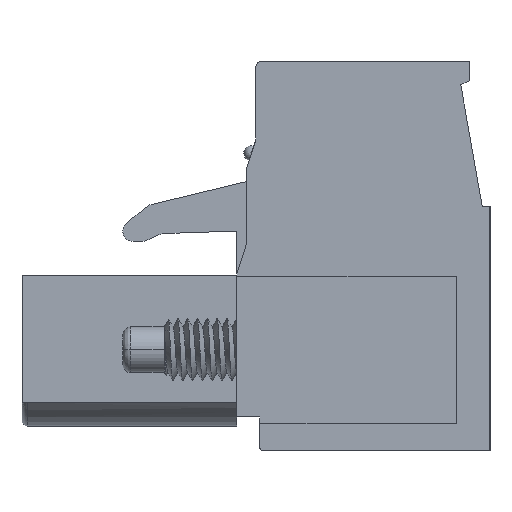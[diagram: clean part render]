
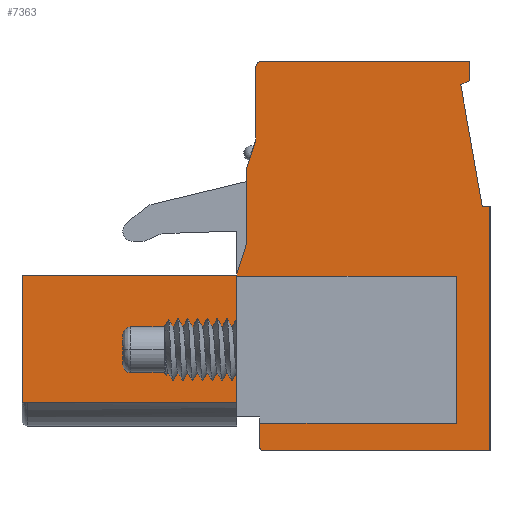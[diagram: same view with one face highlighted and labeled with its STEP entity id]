
A CAD part, left-side view. The second image highlights one B-rep face of the part: STEP entity #7363.
In plain terms, the highlighted planar face has unit normal (-1, 0, 0).
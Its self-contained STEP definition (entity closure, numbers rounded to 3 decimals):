
#6366=CARTESIAN_POINT('',(0.,8.9,-3.8));
#6367=VERTEX_POINT('',#6366);
#6374=CARTESIAN_POINT('',(0.,8.9,-2.85));
#6375=VERTEX_POINT('',#6374);
#6376=CARTESIAN_POINT('',(0.,8.9,-3.8));
#6377=DIRECTION('',(0.,0.,1.));
#6378=VECTOR('',#6377,0.95);
#6379=LINE('',#6376,#6378);
#6380=EDGE_CURVE('',#6367,#6375,#6379,.T.);
#6416=CARTESIAN_POINT('',(0.,9.05,8.15));
#6417=VERTEX_POINT('',#6416);
#6424=CARTESIAN_POINT('',(0.,9.05,10.95));
#6425=VERTEX_POINT('',#6424);
#6426=CARTESIAN_POINT('',(0.,9.05,10.95));
#6427=DIRECTION('',(0.,0.,-1.));
#6428=VECTOR('',#6427,2.8);
#6429=LINE('',#6426,#6428);
#6430=EDGE_CURVE('',#6425,#6417,#6429,.T.);
#6473=CARTESIAN_POINT('',(0.,8.85,11.15));
#6474=VERTEX_POINT('',#6473);
#6475=CARTESIAN_POINT('',(0.,8.85,10.95));
#6476=DIRECTION('',(0.,0.,1.));
#6477=DIRECTION('',(-1.,0.,-0.));
#6478=AXIS2_PLACEMENT_3D('',#6475,#6477,#6476);
#6479=CIRCLE('',#6478,0.2);
#6480=EDGE_CURVE('',#6474,#6425,#6479,.T.);
#6498=CARTESIAN_POINT('',(0.,0.8,11.15));
#6499=VERTEX_POINT('',#6498);
#6500=CARTESIAN_POINT('',(0.,0.8,11.15));
#6501=DIRECTION('',(0.,1.,0.));
#6502=VECTOR('',#6501,8.05);
#6503=LINE('',#6500,#6502);
#6504=EDGE_CURVE('',#6499,#6474,#6503,.T.);
#6590=CARTESIAN_POINT('',(0.,0.,-3.9));
#6591=VERTEX_POINT('',#6590);
#6598=CARTESIAN_POINT('',(0.,8.8,-3.9));
#6599=VERTEX_POINT('',#6598);
#6600=CARTESIAN_POINT('',(0.,8.8,-3.9));
#6601=DIRECTION('',(0.,-1.,0.));
#6602=VECTOR('',#6601,8.8);
#6603=LINE('',#6600,#6602);
#6604=EDGE_CURVE('',#6599,#6591,#6603,.T.);
#6666=CARTESIAN_POINT('',(0.,0.,5.55));
#6667=VERTEX_POINT('',#6666);
#6674=CARTESIAN_POINT('',(0.,0.,-3.9));
#6675=DIRECTION('',(0.,0.,1.));
#6676=VECTOR('',#6675,9.45);
#6677=LINE('',#6674,#6676);
#6678=EDGE_CURVE('',#6591,#6667,#6677,.T.);
#6735=CARTESIAN_POINT('',(0.,0.3,5.55));
#6736=VERTEX_POINT('',#6735);
#6743=CARTESIAN_POINT('',(0.,0.,5.55));
#6744=DIRECTION('',(0.,1.,0.));
#6745=VECTOR('',#6744,0.3);
#6746=LINE('',#6743,#6745);
#6747=EDGE_CURVE('',#6667,#6736,#6746,.T.);
#6759=CARTESIAN_POINT('',(0.,1.13,10.24));
#6760=VERTEX_POINT('',#6759);
#6767=CARTESIAN_POINT('',(0.,0.3,5.55));
#6768=DIRECTION('',(0.,0.174,0.985));
#6769=VECTOR('',#6768,4.763);
#6770=LINE('',#6767,#6769);
#6771=EDGE_CURVE('',#6736,#6760,#6770,.T.);
#6783=CARTESIAN_POINT('',(0.,0.8,10.4));
#6784=VERTEX_POINT('',#6783);
#6791=CARTESIAN_POINT('',(0.,1.13,10.24));
#6792=DIRECTION('',(0.,-0.9,0.436));
#6793=VECTOR('',#6792,0.367);
#6794=LINE('',#6791,#6793);
#6795=EDGE_CURVE('',#6760,#6784,#6794,.T.);
#6808=CARTESIAN_POINT('',(0.,0.8,10.4));
#6809=DIRECTION('',(0.,0.,1.));
#6810=VECTOR('',#6809,0.75);
#6811=LINE('',#6808,#6810);
#6812=EDGE_CURVE('',#6784,#6499,#6811,.T.);
#6825=CARTESIAN_POINT('',(0.,8.8,-3.8));
#6826=DIRECTION('',(0.,1.,0.));
#6827=DIRECTION('',(-1.,-0.,0.));
#6828=AXIS2_PLACEMENT_3D('',#6825,#6827,#6826);
#6829=CIRCLE('',#6828,0.1);
#6830=EDGE_CURVE('',#6367,#6599,#6829,.T.);
#6842=CARTESIAN_POINT('',(0.,9.4,7.05));
#6843=VERTEX_POINT('',#6842);
#6850=CARTESIAN_POINT('',(0.,9.05,8.15));
#6851=DIRECTION('',(0.,0.303,-0.953));
#6852=VECTOR('',#6851,1.154);
#6853=LINE('',#6850,#6852);
#6854=EDGE_CURVE('',#6417,#6843,#6853,.T.);
#6963=CARTESIAN_POINT('',(0.,18.1,-2.03));
#6964=VERTEX_POINT('',#6963);
#6971=CARTESIAN_POINT('',(0.,18.1,2.89));
#6972=VERTEX_POINT('',#6971);
#6973=CARTESIAN_POINT('',(0.,18.1,-2.03));
#6974=DIRECTION('',(0.,0.,1.));
#6975=VECTOR('',#6974,4.92);
#6976=LINE('',#6973,#6975);
#6977=EDGE_CURVE('',#6964,#6972,#6976,.T.);
#7136=CARTESIAN_POINT('',(0.,9.4,4.15));
#7137=VERTEX_POINT('',#7136);
#7144=CARTESIAN_POINT('',(0.,9.4,4.15));
#7145=DIRECTION('',(0.,0.,1.));
#7146=VECTOR('',#7145,2.9);
#7147=LINE('',#7144,#7146);
#7148=EDGE_CURVE('',#7137,#6843,#7147,.T.);
#7280=CARTESIAN_POINT('',(0.,9.8,-2.03));
#7281=VERTEX_POINT('',#7280);
#7288=CARTESIAN_POINT('',(0.,9.8,-2.03));
#7289=DIRECTION('',(0.,1.,0.));
#7290=VECTOR('',#7289,8.3);
#7291=LINE('',#7288,#7290);
#7292=EDGE_CURVE('',#7281,#6964,#7291,.T.);
#7297=CARTESIAN_POINT('',(0.,21.449,-18.05));
#7298=DIRECTION('',(0.,-1.,0.));
#7299=DIRECTION('',(-1.,0.,0.));
#7300=AXIS2_PLACEMENT_3D('',#7297,#7299,#7298);
#7301=PLANE('',#7300);
#7302=CARTESIAN_POINT('',(0.,9.8,2.85));
#7303=VERTEX_POINT('',#7302);
#7304=CARTESIAN_POINT('',(0.,1.3,2.85));
#7305=VERTEX_POINT('',#7304);
#7306=CARTESIAN_POINT('',(0.,9.8,2.85));
#7307=DIRECTION('',(0.,-1.,0.));
#7308=VECTOR('',#7307,8.5);
#7309=LINE('',#7306,#7308);
#7310=EDGE_CURVE('',#7303,#7305,#7309,.T.);
#7311=ORIENTED_EDGE('',*,*,#7310,.T.);
#7312=CARTESIAN_POINT('',(0.,1.3,-2.85));
#7313=VERTEX_POINT('',#7312);
#7314=CARTESIAN_POINT('',(0.,1.3,2.85));
#7315=DIRECTION('',(0.,0.,-1.));
#7316=VECTOR('',#7315,5.7);
#7317=LINE('',#7314,#7316);
#7318=EDGE_CURVE('',#7305,#7313,#7317,.T.);
#7319=ORIENTED_EDGE('',*,*,#7318,.T.);
#7320=CARTESIAN_POINT('',(0.,1.3,-2.85));
#7321=DIRECTION('',(0.,1.,0.));
#7322=VECTOR('',#7321,7.6);
#7323=LINE('',#7320,#7322);
#7324=EDGE_CURVE('',#7313,#6375,#7323,.T.);
#7325=ORIENTED_EDGE('',*,*,#7324,.T.);
#7326=ORIENTED_EDGE('',*,*,#6380,.F.);
#7327=ORIENTED_EDGE('',*,*,#6830,.T.);
#7328=ORIENTED_EDGE('',*,*,#6604,.T.);
#7329=ORIENTED_EDGE('',*,*,#6678,.T.);
#7330=ORIENTED_EDGE('',*,*,#6747,.T.);
#7331=ORIENTED_EDGE('',*,*,#6771,.T.);
#7332=ORIENTED_EDGE('',*,*,#6795,.T.);
#7333=ORIENTED_EDGE('',*,*,#6812,.T.);
#7334=ORIENTED_EDGE('',*,*,#6504,.T.);
#7335=ORIENTED_EDGE('',*,*,#6480,.T.);
#7336=ORIENTED_EDGE('',*,*,#6430,.T.);
#7337=ORIENTED_EDGE('',*,*,#6854,.T.);
#7338=ORIENTED_EDGE('',*,*,#7148,.F.);
#7339=CARTESIAN_POINT('',(0.,9.8,2.89));
#7340=VERTEX_POINT('',#7339);
#7341=CARTESIAN_POINT('',(0.,9.8,2.89));
#7342=DIRECTION('',(0.,-0.303,0.953));
#7343=VECTOR('',#7342,1.322);
#7344=LINE('',#7341,#7343);
#7345=EDGE_CURVE('',#7340,#7137,#7344,.T.);
#7346=ORIENTED_EDGE('',*,*,#7345,.F.);
#7347=CARTESIAN_POINT('',(0.,18.1,2.89));
#7348=DIRECTION('',(0.,-1.,0.));
#7349=VECTOR('',#7348,8.3);
#7350=LINE('',#7347,#7349);
#7351=EDGE_CURVE('',#6972,#7340,#7350,.T.);
#7352=ORIENTED_EDGE('',*,*,#7351,.F.);
#7353=ORIENTED_EDGE('',*,*,#6977,.F.);
#7354=ORIENTED_EDGE('',*,*,#7292,.F.);
#7355=CARTESIAN_POINT('',(0.,9.8,-2.03));
#7356=DIRECTION('',(0.,0.,1.));
#7357=VECTOR('',#7356,4.88);
#7358=LINE('',#7355,#7357);
#7359=EDGE_CURVE('',#7281,#7303,#7358,.T.);
#7360=ORIENTED_EDGE('',*,*,#7359,.T.);
#7361=EDGE_LOOP('',(#7311,#7319,#7325,#7326,#7327,#7328,#7329,#7330,#7331,#7332,#7333,#7334,#7335,#7336,#7337,#7338,#7346,#7352,#7353,#7354,#7360));
#7362=FACE_OUTER_BOUND('',#7361,.T.);
#7363=ADVANCED_FACE('',(#7362),#7301,.T.);
